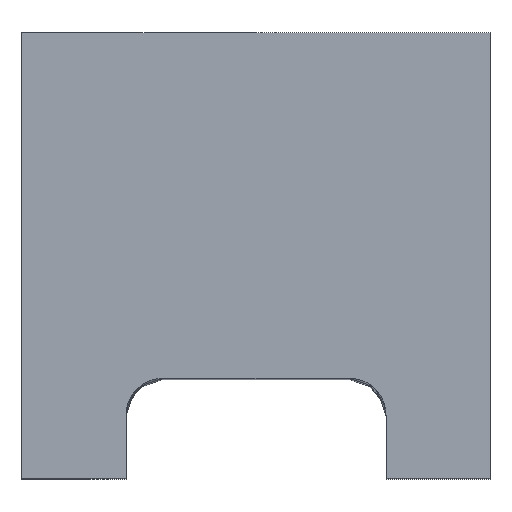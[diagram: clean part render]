
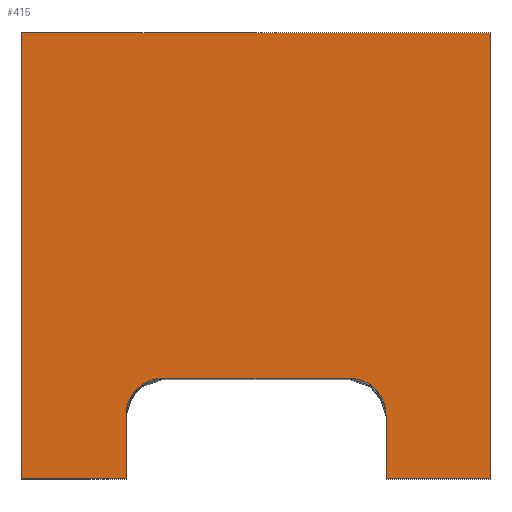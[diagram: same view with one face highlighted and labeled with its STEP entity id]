
A CAD part, top view. The second image highlights one B-rep face of the part: STEP entity #415.
In plain terms, the highlighted planar face has unit normal (0, 0, 1).
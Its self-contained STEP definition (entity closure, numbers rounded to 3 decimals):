
#36=B_SPLINE_CURVE_WITH_KNOTS('',3,(#647,#648,#649,#650,#651,#652,#653,
#654,#655,#656),.UNSPECIFIED.,.F.,.F.,(4,2,2,2,4),(-0.223,-0.167,
-0.113,-0.056,0.),.UNSPECIFIED.);
#40=B_SPLINE_CURVE_WITH_KNOTS('',3,(#753,#754,#755,#756,#757,#758,#759,
#760,#761,#762),.UNSPECIFIED.,.F.,.F.,(4,2,2,2,4),(-0.223,-0.167,
-0.113,-0.056,0.),.UNSPECIFIED.);
#61=FACE_OUTER_BOUND('',#83,.T.);
#83=EDGE_LOOP('',(#347,#348,#349,#350,#351,#352,#353,#354,#355,#356));
#94=LINE('',#567,#134);
#105=LINE('',#709,#145);
#109=LINE('',#723,#149);
#111=LINE('',#765,#151);
#116=LINE('',#774,#156);
#126=LINE('',#799,#166);
#127=LINE('',#801,#167);
#128=LINE('',#802,#168);
#134=VECTOR('',#468,10.);
#145=VECTOR('',#487,10.);
#149=VECTOR('',#499,10.);
#151=VECTOR('',#503,10.);
#156=VECTOR('',#510,10.);
#166=VECTOR('',#536,10.);
#167=VECTOR('',#537,10.);
#168=VECTOR('',#538,10.);
#173=VERTEX_POINT('',#563);
#175=VERTEX_POINT('',#566);
#182=VERTEX_POINT('',#645);
#188=VERTEX_POINT('',#707);
#193=VERTEX_POINT('',#720);
#194=VERTEX_POINT('',#722);
#195=VERTEX_POINT('',#764);
#198=VERTEX_POINT('',#772);
#205=VERTEX_POINT('',#798);
#206=VERTEX_POINT('',#800);
#212=EDGE_CURVE('',#175,#173,#94,.T.);
#222=EDGE_CURVE('',#173,#182,#36,.T.);
#231=EDGE_CURVE('',#182,#188,#105,.T.);
#237=EDGE_CURVE('',#194,#193,#109,.T.);
#240=EDGE_CURVE('',#193,#175,#40,.T.);
#241=EDGE_CURVE('',#195,#194,#111,.T.);
#246=EDGE_CURVE('',#188,#198,#116,.T.);
#258=EDGE_CURVE('',#205,#198,#126,.T.);
#259=EDGE_CURVE('',#206,#205,#127,.T.);
#260=EDGE_CURVE('',#195,#206,#128,.T.);
#347=ORIENTED_EDGE('',*,*,#231,.T.);
#348=ORIENTED_EDGE('',*,*,#246,.T.);
#349=ORIENTED_EDGE('',*,*,#258,.F.);
#350=ORIENTED_EDGE('',*,*,#259,.F.);
#351=ORIENTED_EDGE('',*,*,#260,.F.);
#352=ORIENTED_EDGE('',*,*,#241,.T.);
#353=ORIENTED_EDGE('',*,*,#237,.T.);
#354=ORIENTED_EDGE('',*,*,#240,.T.);
#355=ORIENTED_EDGE('',*,*,#212,.T.);
#356=ORIENTED_EDGE('',*,*,#222,.T.);
#395=PLANE('',#453);
#415=ADVANCED_FACE('',(#61),#395,.T.);
#453=AXIS2_PLACEMENT_3D('',#797,#534,#535);
#468=DIRECTION('',(1.,0.,0.));
#487=DIRECTION('',(0.,-1.,0.));
#499=DIRECTION('',(0.,1.,0.));
#503=DIRECTION('',(1.,0.,0.));
#510=DIRECTION('',(1.,0.,0.));
#534=DIRECTION('center_axis',(0.,0.,1.));
#535=DIRECTION('ref_axis',(0.,-1.,0.));
#536=DIRECTION('',(0.,-1.,0.));
#537=DIRECTION('',(1.,0.,0.));
#538=DIRECTION('',(0.,1.,0.));
#563=CARTESIAN_POINT('',(20.586,-59.75,-47.75));
#566=CARTESIAN_POINT('',(13.414,-59.75,-47.75));
#567=CARTESIAN_POINT('',(10.707,-59.75,-47.75));
#645=CARTESIAN_POINT('',(22.,-61.164,-47.75));
#647=CARTESIAN_POINT('Ctrl Pts',(20.586,-59.75,-47.75));
#648=CARTESIAN_POINT('Ctrl Pts',(20.771,-59.75,-47.75));
#649=CARTESIAN_POINT('Ctrl Pts',(20.955,-59.786,-47.75));
#650=CARTESIAN_POINT('Ctrl Pts',(21.294,-59.927,-47.75));
#651=CARTESIAN_POINT('Ctrl Pts',(21.447,-60.028,-47.75));
#652=CARTESIAN_POINT('Ctrl Pts',(21.712,-60.288,-47.75));
#653=CARTESIAN_POINT('Ctrl Pts',(21.818,-60.446,-47.75));
#654=CARTESIAN_POINT('Ctrl Pts',(21.963,-60.793,-47.75));
#655=CARTESIAN_POINT('Ctrl Pts',(22.,-60.977,-47.75));
#656=CARTESIAN_POINT('Ctrl Pts',(22.,-61.164,-47.75));
#707=CARTESIAN_POINT('',(22.,-63.592,-47.75));
#709=CARTESIAN_POINT('',(22.,-53.807,-47.75));
#720=CARTESIAN_POINT('',(12.,-61.164,-47.75));
#722=CARTESIAN_POINT('',(12.,-63.592,-47.75));
#723=CARTESIAN_POINT('',(12.,-55.021,-47.75));
#753=CARTESIAN_POINT('Ctrl Pts',(12.,-61.164,-47.75));
#754=CARTESIAN_POINT('Ctrl Pts',(12.,-60.979,-47.75));
#755=CARTESIAN_POINT('Ctrl Pts',(12.036,-60.795,-47.75));
#756=CARTESIAN_POINT('Ctrl Pts',(12.177,-60.456,-47.75));
#757=CARTESIAN_POINT('Ctrl Pts',(12.278,-60.303,-47.75));
#758=CARTESIAN_POINT('Ctrl Pts',(12.538,-60.038,-47.75));
#759=CARTESIAN_POINT('Ctrl Pts',(12.696,-59.932,-47.75));
#760=CARTESIAN_POINT('Ctrl Pts',(13.043,-59.787,-47.75));
#761=CARTESIAN_POINT('Ctrl Pts',(13.227,-59.75,-47.75));
#762=CARTESIAN_POINT('Ctrl Pts',(13.414,-59.75,-47.75));
#764=CARTESIAN_POINT('',(8.,-63.592,-47.75));
#765=CARTESIAN_POINT('',(8.,-63.592,-47.75));
#772=CARTESIAN_POINT('',(26.,-63.592,-47.75));
#774=CARTESIAN_POINT('',(8.,-63.592,-47.75));
#797=CARTESIAN_POINT('Origin',(8.,-46.45,-47.75));
#798=CARTESIAN_POINT('',(26.,-46.45,-47.75));
#799=CARTESIAN_POINT('',(26.,-50.735,-47.75));
#800=CARTESIAN_POINT('',(8.,-46.45,-47.75));
#801=CARTESIAN_POINT('',(8.,-46.45,-47.75));
#802=CARTESIAN_POINT('',(8.,-63.592,-47.75));
